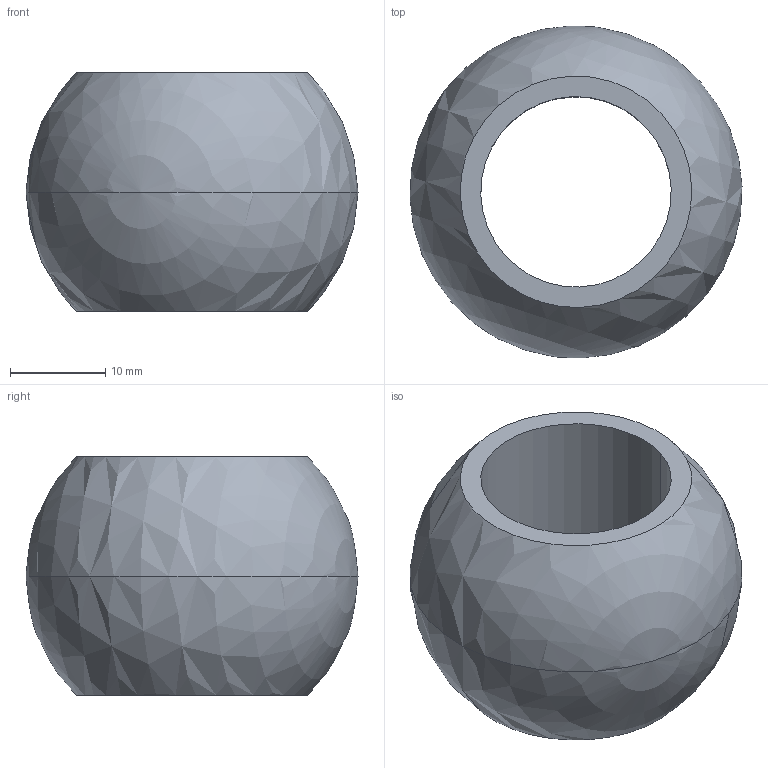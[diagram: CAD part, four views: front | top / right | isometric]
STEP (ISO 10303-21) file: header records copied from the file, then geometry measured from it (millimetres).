
FILE_DESCRIPTION(('Open CASCADE Model'),'2;1');
FILE_NAME('Open CASCADE Shape Model','2021-04-08T10:47:18',('Author'),( 'Open CASCADE'),'Open CASCADE STEP processor 7.4','Open CASCADE 7.4' ,'Unknown');
FILE_SCHEMA(('CONFIG_CONTROL_DESIGN'));
Length unit declared in the file: millimetre
Products named in the file (1): 0000026074 60
Bounding box: 34.85 x 34.85 x 25 mm (x, y, z)
Volume: 11929.9 mm3; surface area: 4609.4 mm2
Topology: 1 solids, 1 shells, 6 faces, 16 edges, 10 vertices
Faces by surface type: cylinder 2, plane 2, sphere 2
Entity records: 506 total; most frequent: CARTESIAN_POINT 197, DIRECTION 54, ORIENTED_EDGE 24, PCURVE 24, DEFINITIONAL_REPRESENTATION 24, CIRCLE 18, AXIS2_PLACEMENT_3D 17, EDGE_CURVE 12
